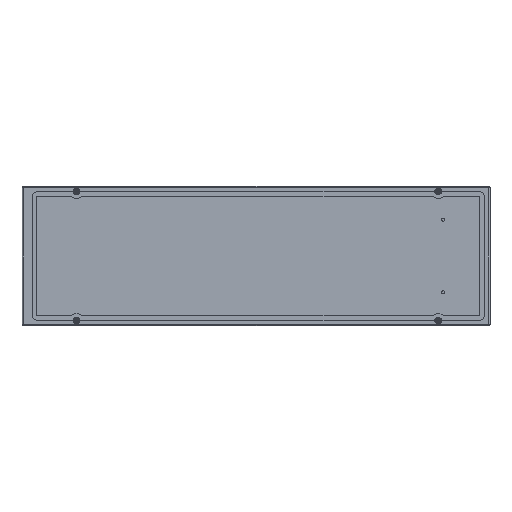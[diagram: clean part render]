
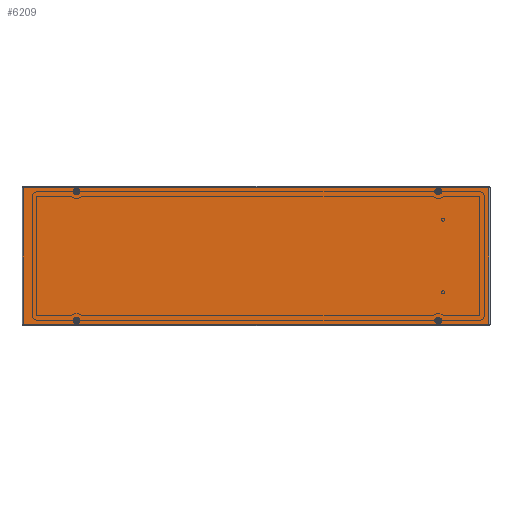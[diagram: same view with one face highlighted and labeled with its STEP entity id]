
A CAD part, left-side view. The second image highlights one B-rep face of the part: STEP entity #6209.
In plain terms, the highlighted face is planar.
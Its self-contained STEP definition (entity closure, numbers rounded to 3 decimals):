
#41 = EDGE_CURVE ( 'NONE', #3170, #3418, #680, .T. ) ;
#83 = DIRECTION ( 'NONE',  ( 0., 0., -1. ) ) ;
#122 = DIRECTION ( 'NONE',  ( 1., 0., 0. ) ) ;
#148 = DIRECTION ( 'NONE',  ( -1., 0., 0. ) ) ;
#161 = CARTESIAN_POINT ( 'NONE',  ( 1.4, 459., 165. ) ) ;
#352 = AXIS2_PLACEMENT_3D ( 'NONE', #7622, #3841, #83 ) ;
#482 = CARTESIAN_POINT ( 'NONE',  ( 1.4, -466., -173.35 ) ) ;
#504 = ORIENTED_EDGE ( 'NONE', *, *, #881, .F. ) ;
#680 = CIRCLE ( 'NONE', #7630, 8.35 ) ;
#688 = VERTEX_POINT ( 'NONE', #7054 ) ;
#727 = FACE_BOUND ( 'NONE', #4990, .T. ) ;
#762 = DIRECTION ( 'NONE',  ( 0., 0., 1. ) ) ;
#771 = CARTESIAN_POINT ( 'NONE',  ( 1.4, -596.746, -174.6 ) ) ;
#876 = CARTESIAN_POINT ( 'NONE',  ( 1.4, -595.1, 174.6 ) ) ;
#881 = EDGE_CURVE ( 'NONE', #2389, #3272, #3876, .T. ) ;
#893 = AXIS2_PLACEMENT_3D ( 'NONE', #5687, #1880, #3661 ) ;
#929 = ORIENTED_EDGE ( 'NONE', *, *, #3318, .T. ) ;
#1258 = VERTEX_POINT ( 'NONE', #4614 ) ;
#1419 = DIRECTION ( 'NONE',  ( -1., 0., 0. ) ) ;
#1605 = LINE ( 'NONE', #6058, #6900 ) ;
#1714 = CIRCLE ( 'NONE', #5252, 8.35 ) ;
#1716 = FACE_BOUND ( 'NONE', #6295, .T. ) ;
#1830 = DIRECTION ( 'NONE',  ( 0., 0., -1. ) ) ;
#1880 = DIRECTION ( 'NONE',  ( 1., 0., 0. ) ) ;
#1931 = CARTESIAN_POINT ( 'NONE',  ( 1.4, -595.1, -174.6 ) ) ;
#2066 = CARTESIAN_POINT ( 'NONE',  ( 1.4, 459., 173.35 ) ) ;
#2125 = AXIS2_PLACEMENT_3D ( 'NONE', #161, #1419, #4556 ) ;
#2176 = DIRECTION ( 'NONE',  ( -1., 0., 0. ) ) ;
#2285 = FACE_BOUND ( 'NONE', #4713, .T. ) ;
#2311 = ORIENTED_EDGE ( 'NONE', *, *, #7046, .T. ) ;
#2389 = VERTEX_POINT ( 'NONE', #482 ) ;
#2538 = DIRECTION ( 'NONE',  ( 0., -1., 0. ) ) ;
#2742 = AXIS2_PLACEMENT_3D ( 'NONE', #4164, #7939, #7909 ) ;
#2805 = EDGE_CURVE ( 'NONE', #7849, #3417, #5263, .T. ) ;
#2876 = CIRCLE ( 'NONE', #2125, 8.35 ) ;
#3024 = DIRECTION ( 'NONE',  ( 0., 0., 1. ) ) ;
#3170 = VERTEX_POINT ( 'NONE', #3347 ) ;
#3258 = VECTOR ( 'NONE', #2538, 1000. ) ;
#3272 = VERTEX_POINT ( 'NONE', #7281 ) ;
#3318 = EDGE_CURVE ( 'NONE', #6107, #7849, #4342, .T. ) ;
#3344 = ORIENTED_EDGE ( 'NONE', *, *, #6096, .T. ) ;
#3347 = CARTESIAN_POINT ( 'NONE',  ( 1.4, 459., -173.35 ) ) ;
#3348 = FACE_BOUND ( 'NONE', #6574, .T. ) ;
#3417 = VERTEX_POINT ( 'NONE', #1931 ) ;
#3418 = VERTEX_POINT ( 'NONE', #6330 ) ;
#3568 = EDGE_CURVE ( 'NONE', #3417, #7617, #4246, .T. ) ;
#3661 = DIRECTION ( 'NONE',  ( 0., 0., -1. ) ) ;
#3750 = DIRECTION ( 'NONE',  ( 0., 0., -1. ) ) ;
#3767 = ORIENTED_EDGE ( 'NONE', *, *, #7593, .T. ) ;
#3839 = DIRECTION ( 'NONE',  ( 0., 1., 0. ) ) ;
#3841 = DIRECTION ( 'NONE',  ( 1., 0., 0. ) ) ;
#3845 = DIRECTION ( 'NONE',  ( 0., 0., -1. ) ) ;
#3876 = CIRCLE ( 'NONE', #2742, 8.35 ) ;
#3965 = CARTESIAN_POINT ( 'NONE',  ( 1.4, -466., 165. ) ) ;
#4164 = CARTESIAN_POINT ( 'NONE',  ( 1.4, -466., -165. ) ) ;
#4180 = CARTESIAN_POINT ( 'NONE',  ( 1.4, -595.1, 176.246 ) ) ;
#4193 = DIRECTION ( 'NONE',  ( 0., 0., 1. ) ) ;
#4217 = CARTESIAN_POINT ( 'NONE',  ( 1.4, 459., 165. ) ) ;
#4246 = LINE ( 'NONE', #771, #5051 ) ;
#4325 = CIRCLE ( 'NONE', #5042, 8.35 ) ;
#4342 = LINE ( 'NONE', #6300, #3258 ) ;
#4556 = DIRECTION ( 'NONE',  ( 0., 0., 1. ) ) ;
#4614 = CARTESIAN_POINT ( 'NONE',  ( 1.4, -466., 173.35 ) ) ;
#4617 = ORIENTED_EDGE ( 'NONE', *, *, #7775, .F. ) ;
#4623 = AXIS2_PLACEMENT_3D ( 'NONE', #7438, #2176, #3024 ) ;
#4666 = ORIENTED_EDGE ( 'NONE', *, *, #6800, .T. ) ;
#4713 = EDGE_LOOP ( 'NONE', ( #4666, #5677 ) ) ;
#4868 = ORIENTED_EDGE ( 'NONE', *, *, #41, .F. ) ;
#4990 = EDGE_LOOP ( 'NONE', ( #504, #6933 ) ) ;
#5042 = AXIS2_PLACEMENT_3D ( 'NONE', #4217, #7367, #6158 ) ;
#5051 = VECTOR ( 'NONE', #3839, 1000. ) ;
#5052 = PLANE ( 'NONE',  #893 ) ;
#5171 = ORIENTED_EDGE ( 'NONE', *, *, #2805, .T. ) ;
#5249 = CIRCLE ( 'NONE', #352, 8.35 ) ;
#5252 = AXIS2_PLACEMENT_3D ( 'NONE', #7596, #6944, #3845 ) ;
#5263 = LINE ( 'NONE', #4180, #7503 ) ;
#5302 = AXIS2_PLACEMENT_3D ( 'NONE', #3965, #148, #762 ) ;
#5539 = VERTEX_POINT ( 'NONE', #7923 ) ;
#5677 = ORIENTED_EDGE ( 'NONE', *, *, #7975, .T. ) ;
#5687 = CARTESIAN_POINT ( 'NONE',  ( 1.4, -598.5, 178. ) ) ;
#5845 = CARTESIAN_POINT ( 'NONE',  ( 1.4, 595.1, -174.6 ) ) ;
#6038 = FACE_OUTER_BOUND ( 'NONE', #6329, .T. ) ;
#6058 = CARTESIAN_POINT ( 'NONE',  ( 1.4, 595.1, -176.246 ) ) ;
#6096 = EDGE_CURVE ( 'NONE', #5539, #7964, #4325, .T. ) ;
#6103 = CARTESIAN_POINT ( 'NONE',  ( 1.4, 595.1, 174.6 ) ) ;
#6107 = VERTEX_POINT ( 'NONE', #6103 ) ;
#6158 = DIRECTION ( 'NONE',  ( 0., 0., 1. ) ) ;
#6209 = ADVANCED_FACE ( '�����2', ( #2285, #727, #1716, #3348, #6038 ), #5052, .T. ) ;
#6295 = EDGE_LOOP ( 'NONE', ( #4868, #4617 ) ) ;
#6300 = CARTESIAN_POINT ( 'NONE',  ( 1.4, 596.746, 174.6 ) ) ;
#6329 = EDGE_LOOP ( 'NONE', ( #929, #5171, #7211, #2311 ) ) ;
#6330 = CARTESIAN_POINT ( 'NONE',  ( 1.4, 459., -156.65 ) ) ;
#6389 = EDGE_CURVE ( 'NONE', #3272, #2389, #5249, .T. ) ;
#6406 = CIRCLE ( 'NONE', #5302, 8.35 ) ;
#6574 = EDGE_LOOP ( 'NONE', ( #3767, #3344 ) ) ;
#6800 = EDGE_CURVE ( 'NONE', #1258, #688, #6406, .T. ) ;
#6900 = VECTOR ( 'NONE', #4193, 1000. ) ;
#6933 = ORIENTED_EDGE ( 'NONE', *, *, #6389, .F. ) ;
#6944 = DIRECTION ( 'NONE',  ( 1., 0., 0. ) ) ;
#7046 = EDGE_CURVE ( 'NONE', #7617, #6107, #1605, .T. ) ;
#7054 = CARTESIAN_POINT ( 'NONE',  ( 1.4, -466., 156.65 ) ) ;
#7211 = ORIENTED_EDGE ( 'NONE', *, *, #3568, .T. ) ;
#7281 = CARTESIAN_POINT ( 'NONE',  ( 1.4, -466., -156.65 ) ) ;
#7367 = DIRECTION ( 'NONE',  ( -1., 0., 0. ) ) ;
#7438 = CARTESIAN_POINT ( 'NONE',  ( 1.4, -466., 165. ) ) ;
#7503 = VECTOR ( 'NONE', #1830, 1000. ) ;
#7522 = CARTESIAN_POINT ( 'NONE',  ( 1.4, 459., -165. ) ) ;
#7585 = CIRCLE ( 'NONE', #4623, 8.35 ) ;
#7593 = EDGE_CURVE ( 'NONE', #7964, #5539, #2876, .T. ) ;
#7596 = CARTESIAN_POINT ( 'NONE',  ( 1.4, 459., -165. ) ) ;
#7617 = VERTEX_POINT ( 'NONE', #5845 ) ;
#7622 = CARTESIAN_POINT ( 'NONE',  ( 1.4, -466., -165. ) ) ;
#7630 = AXIS2_PLACEMENT_3D ( 'NONE', #7522, #122, #3750 ) ;
#7775 = EDGE_CURVE ( 'NONE', #3418, #3170, #1714, .T. ) ;
#7849 = VERTEX_POINT ( 'NONE', #876 ) ;
#7909 = DIRECTION ( 'NONE',  ( 0., 0., -1. ) ) ;
#7923 = CARTESIAN_POINT ( 'NONE',  ( 1.4, 459., 156.65 ) ) ;
#7939 = DIRECTION ( 'NONE',  ( 1., 0., 0. ) ) ;
#7964 = VERTEX_POINT ( 'NONE', #2066 ) ;
#7975 = EDGE_CURVE ( 'NONE', #688, #1258, #7585, .T. ) ;
